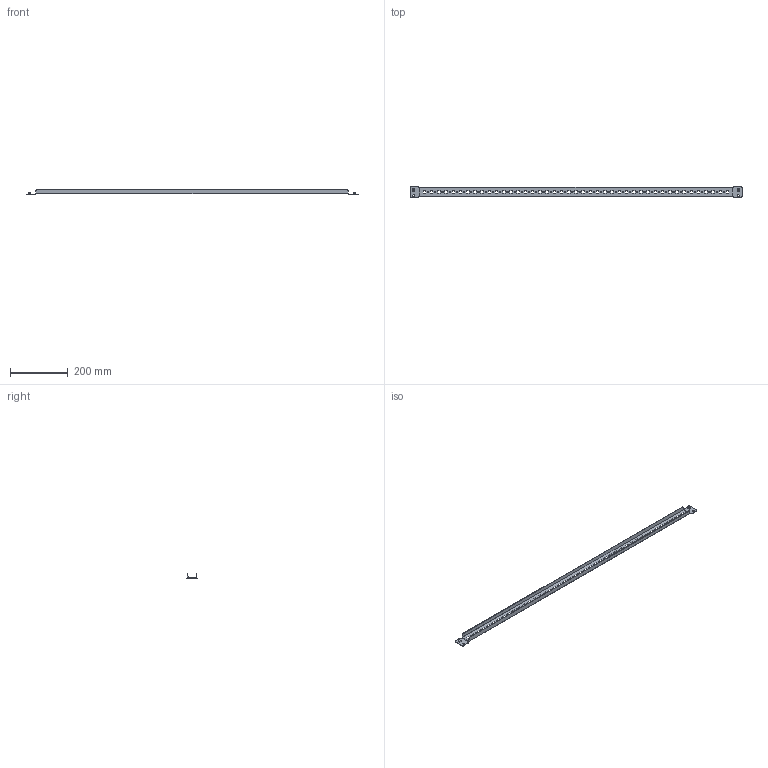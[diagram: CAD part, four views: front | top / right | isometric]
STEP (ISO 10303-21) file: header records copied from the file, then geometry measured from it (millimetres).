
FILE_DESCRIPTION (( 'STEP AP203' ), '1' );
FILE_NAME ('AC00C429quest.step', '2011-03-18T07:48:04', ( 'User' ), ( 'DKC' ), 'SwSTEP 2.0', 'SolidWorks 2011', '' );
FILE_SCHEMA (( 'CONFIG_CONTROL_DESIGN' ));
Length unit declared in the file: millimetre
Products named in the file (1): AC00C429quest
Bounding box: 1150.02 x 40 x 17 mm (x, y, z)
Volume: 95731.2 mm3; surface area: 134685.2 mm2
Topology: 1 solids, 1 shells, 426 faces, 1180 edges, 756 vertices
Faces by surface type: plane 282, cylinder 144
Entity records: 13913 total; most frequent: CARTESIAN_POINT 2363, ORIENTED_EDGE 2360, DIRECTION 2326, EDGE_CURVE 1180, LINE 888, VECTOR 888, VERTEX_POINT 756, AXIS2_PLACEMENT_3D 719
